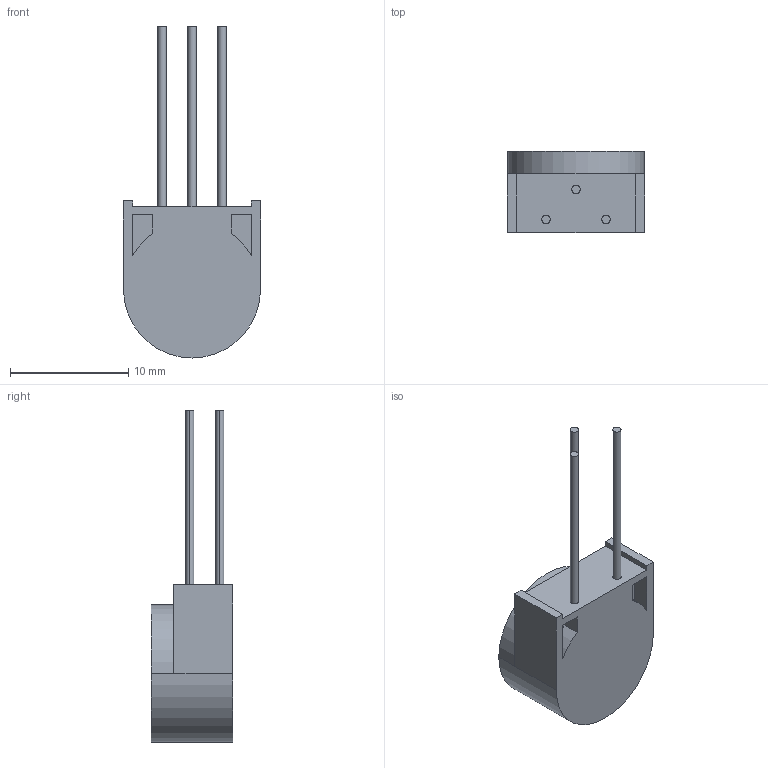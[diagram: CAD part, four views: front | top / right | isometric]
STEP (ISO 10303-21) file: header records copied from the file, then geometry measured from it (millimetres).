
FILE_DESCRIPTION((''),'2;1');
FILE_NAME('3345W','2013-08-02T',('MaxM'),('Bourns, Inc.'),'PRO/ENGINEER BY PARAMETRIC TECHNOLOGY CORPORATION, 2012230','PRO/ENGINEER BY PARAMETRIC TECHNOLOGY CORPORATION, 2012230','');
FILE_SCHEMA(('CONFIG_CONTROL_DESIGN'));
Length unit declared in the file: inch
Products named in the file (1): 3345W
Bounding box: 11.58 x 6.88 x 28.07 mm (x, y, z)
Volume: 795.6 mm3; surface area: 893.6 mm2
Topology: 1 solids, 2 shells, 464 faces, 1309 edges, 876 vertices
Faces by surface type: plane 436, cylinder 23, cone 4, extrusion 1
Entity records: 14813 total; most frequent: CARTESIAN_POINT 2673, ORIENTED_EDGE 2618, DIRECTION 2299, EDGE_CURVE 1309, VECTOR 1237, LINE 1236, VERTEX_POINT 876, AXIS2_PLACEMENT_3D 531
